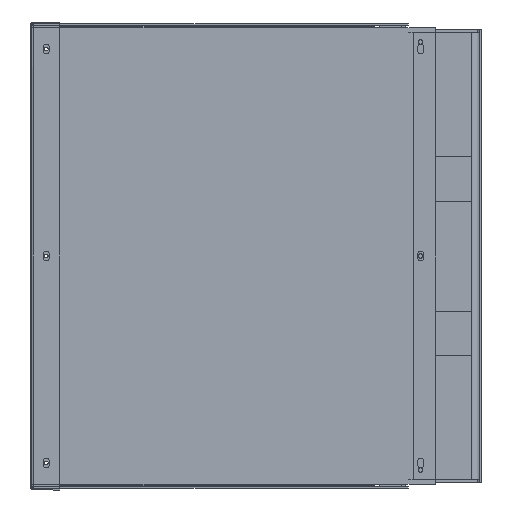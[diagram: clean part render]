
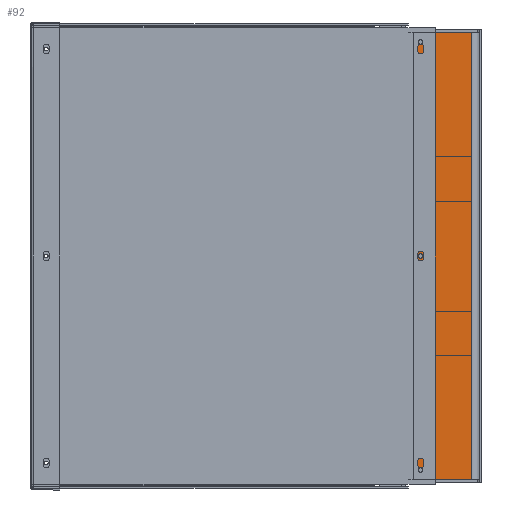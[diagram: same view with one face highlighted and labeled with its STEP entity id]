
A CAD part, left-side view. The second image highlights one B-rep face of the part: STEP entity #92.
In plain terms, the highlighted planar face has unit normal (-1, 0, 0).
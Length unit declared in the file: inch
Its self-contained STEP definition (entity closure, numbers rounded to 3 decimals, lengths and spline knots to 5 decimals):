
#14 = CARTESIAN_POINT ( 'NONE',  ( -19.905, -0.864, 11. ) ) ;
#92 = ADVANCED_FACE ( 'NONE', ( #8487, #13599, #2727, #19395 ), #13960, .T. ) ;
#217 = DIRECTION ( 'NONE',  ( 0., 1., 0. ) ) ;
#627 = EDGE_LOOP ( 'NONE', ( #22133, #14156 ) ) ;
#742 = AXIS2_PLACEMENT_3D ( 'NONE', #12025, #27279, #14213 ) ;
#1186 = VERTEX_POINT ( 'NONE', #13711 ) ;
#1515 = VECTOR ( 'NONE', #27680, 39.37008 ) ;
#1634 = EDGE_CURVE ( 'NONE', #10285, #19171, #8744, .T. ) ;
#1778 = VECTOR ( 'NONE', #17000, 39.37008 ) ;
#1909 = EDGE_CURVE ( 'NONE', #8070, #25929, #2619, .T. ) ;
#2619 = CIRCLE ( 'NONE', #22283, 0.114 ) ;
#2727 = FACE_BOUND ( 'NONE', #28199, .T. ) ;
#2979 = VECTOR ( 'NONE', #14432, 39.37008 ) ;
#3411 = EDGE_CURVE ( 'NONE', #12576, #19171, #7268, .T. ) ;
#3463 = CARTESIAN_POINT ( 'NONE',  ( -19.905, -0.3696, 0. ) ) ;
#3519 = CARTESIAN_POINT ( 'NONE',  ( -19.905, -3.75, 11.5054 ) ) ;
#3673 = AXIS2_PLACEMENT_3D ( 'NONE', #14878, #15007, #13271 ) ;
#4041 = CIRCLE ( 'NONE', #22474, 0.114 ) ;
#4648 = EDGE_CURVE ( 'NONE', #10285, #9811, #18885, .T. ) ;
#5224 = DIRECTION ( 'NONE',  ( 1., 0., 0. ) ) ;
#5415 = DIRECTION ( 'NONE',  ( 1., 0., 0. ) ) ;
#5517 = CARTESIAN_POINT ( 'NONE',  ( -19.905, -3.3804, 11.5054 ) ) ;
#5939 = VECTOR ( 'NONE', #9987, 39.37008 ) ;
#6855 = ORIENTED_EDGE ( 'NONE', *, *, #1634, .F. ) ;
#6875 = CIRCLE ( 'NONE', #18364, 0.114 ) ;
#7198 = DIRECTION ( 'NONE',  ( 1., 0., 0. ) ) ;
#7268 = LINE ( 'NONE', #23283, #1515 ) ;
#8070 = VERTEX_POINT ( 'NONE', #25880 ) ;
#8487 = FACE_BOUND ( 'NONE', #12833, .T. ) ;
#8744 = LINE ( 'NONE', #3519, #2979 ) ;
#9477 = CARTESIAN_POINT ( 'NONE',  ( -19.905, -0.75, 11. ) ) ;
#9515 = CIRCLE ( 'NONE', #12719, 0.114 ) ;
#9543 = EDGE_CURVE ( 'NONE', #16842, #13116, #25130, .T. ) ;
#9811 = VERTEX_POINT ( 'NONE', #17298 ) ;
#9987 = DIRECTION ( 'NONE',  ( 0., 0., -1. ) ) ;
#10285 = VERTEX_POINT ( 'NONE', #16888 ) ;
#11673 = DIRECTION ( 'NONE',  ( 0., 1., 0. ) ) ;
#12025 = CARTESIAN_POINT ( 'NONE',  ( -19.905, -0.75, -11. ) ) ;
#12098 = EDGE_LOOP ( 'NONE', ( #26178, #21171, #6855, #23137 ) ) ;
#12576 = VERTEX_POINT ( 'NONE', #17600 ) ;
#12719 = AXIS2_PLACEMENT_3D ( 'NONE', #18264, #5224, #20451 ) ;
#12833 = EDGE_LOOP ( 'NONE', ( #15709, #20110 ) ) ;
#13022 = EDGE_CURVE ( 'NONE', #12576, #9811, #19109, .T. ) ;
#13116 = VERTEX_POINT ( 'NONE', #14 ) ;
#13174 = DIRECTION ( 'NONE',  ( 1., 0., 0. ) ) ;
#13271 = DIRECTION ( 'NONE',  ( 0., -1., 0. ) ) ;
#13599 = FACE_BOUND ( 'NONE', #627, .T. ) ;
#13711 = CARTESIAN_POINT ( 'NONE',  ( -19.905, -0.636, -11. ) ) ;
#13901 = VERTEX_POINT ( 'NONE', #19979 ) ;
#13960 = PLANE ( 'NONE',  #3673 ) ;
#14156 = ORIENTED_EDGE ( 'NONE', *, *, #1909, .T. ) ;
#14213 = DIRECTION ( 'NONE',  ( 0., 1., 0. ) ) ;
#14432 = DIRECTION ( 'NONE',  ( 0., -1., 0. ) ) ;
#14805 = CARTESIAN_POINT ( 'NONE',  ( -19.905, -0.1196, -11.5054 ) ) ;
#14878 = CARTESIAN_POINT ( 'NONE',  ( -19.905, 0., 0. ) ) ;
#15007 = DIRECTION ( 'NONE',  ( -1., 0., 0. ) ) ;
#15709 = ORIENTED_EDGE ( 'NONE', *, *, #18576, .T. ) ;
#15753 = EDGE_CURVE ( 'NONE', #25929, #8070, #4041, .T. ) ;
#16842 = VERTEX_POINT ( 'NONE', #18132 ) ;
#16888 = CARTESIAN_POINT ( 'NONE',  ( -19.905, -0.3696, 11.5054 ) ) ;
#17000 = DIRECTION ( 'NONE',  ( 0., 1., 0. ) ) ;
#17298 = CARTESIAN_POINT ( 'NONE',  ( -19.905, -0.3696, -11.5054 ) ) ;
#17600 = CARTESIAN_POINT ( 'NONE',  ( -19.905, -3.3804, -11.5054 ) ) ;
#18132 = CARTESIAN_POINT ( 'NONE',  ( -19.905, -0.636, 11. ) ) ;
#18264 = CARTESIAN_POINT ( 'NONE',  ( -19.905, -0.75, -11. ) ) ;
#18364 = AXIS2_PLACEMENT_3D ( 'NONE', #20242, #7198, #22422 ) ;
#18465 = CARTESIAN_POINT ( 'NONE',  ( -19.905, -0.75, 0. ) ) ;
#18576 = EDGE_CURVE ( 'NONE', #1186, #13901, #20117, .T. ) ;
#18885 = LINE ( 'NONE', #3463, #5939 ) ;
#19109 = LINE ( 'NONE', #14805, #1778 ) ;
#19171 = VERTEX_POINT ( 'NONE', #5517 ) ;
#19225 = CARTESIAN_POINT ( 'NONE',  ( -19.905, -0.636, 0. ) ) ;
#19395 = FACE_OUTER_BOUND ( 'NONE', #12098, .T. ) ;
#19979 = CARTESIAN_POINT ( 'NONE',  ( -19.905, -0.864, -11. ) ) ;
#20110 = ORIENTED_EDGE ( 'NONE', *, *, #28012, .T. ) ;
#20117 = CIRCLE ( 'NONE', #742, 0.114 ) ;
#20242 = CARTESIAN_POINT ( 'NONE',  ( -19.905, -0.75, 11. ) ) ;
#20451 = DIRECTION ( 'NONE',  ( 0., 1., 0. ) ) ;
#20653 = DIRECTION ( 'NONE',  ( 0., 1., 0. ) ) ;
#21171 = ORIENTED_EDGE ( 'NONE', *, *, #3411, .T. ) ;
#21430 = AXIS2_PLACEMENT_3D ( 'NONE', #9477, #24734, #11673 ) ;
#22133 = ORIENTED_EDGE ( 'NONE', *, *, #15753, .T. ) ;
#22283 = AXIS2_PLACEMENT_3D ( 'NONE', #26259, #13174, #217 ) ;
#22422 = DIRECTION ( 'NONE',  ( 0., 1., 0. ) ) ;
#22474 = AXIS2_PLACEMENT_3D ( 'NONE', #18465, #5415, #20653 ) ;
#23137 = ORIENTED_EDGE ( 'NONE', *, *, #4648, .T. ) ;
#23209 = ORIENTED_EDGE ( 'NONE', *, *, #26730, .T. ) ;
#23283 = CARTESIAN_POINT ( 'NONE',  ( -19.905, -3.3804, -11.5054 ) ) ;
#24734 = DIRECTION ( 'NONE',  ( 1., 0., 0. ) ) ;
#25130 = CIRCLE ( 'NONE', #21430, 0.114 ) ;
#25880 = CARTESIAN_POINT ( 'NONE',  ( -19.905, -0.864, 0. ) ) ;
#25929 = VERTEX_POINT ( 'NONE', #19225 ) ;
#26178 = ORIENTED_EDGE ( 'NONE', *, *, #13022, .F. ) ;
#26259 = CARTESIAN_POINT ( 'NONE',  ( -19.905, -0.75, 0. ) ) ;
#26730 = EDGE_CURVE ( 'NONE', #13116, #16842, #6875, .T. ) ;
#27155 = ORIENTED_EDGE ( 'NONE', *, *, #9543, .T. ) ;
#27279 = DIRECTION ( 'NONE',  ( 1., 0., 0. ) ) ;
#27680 = DIRECTION ( 'NONE',  ( 0., 0., 1. ) ) ;
#28012 = EDGE_CURVE ( 'NONE', #13901, #1186, #9515, .T. ) ;
#28199 = EDGE_LOOP ( 'NONE', ( #27155, #23209 ) ) ;
